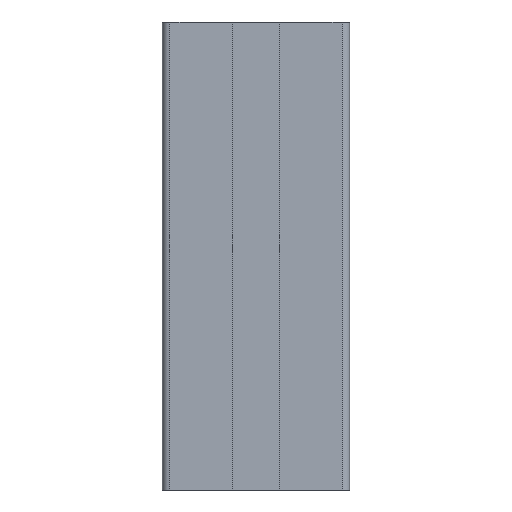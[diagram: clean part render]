
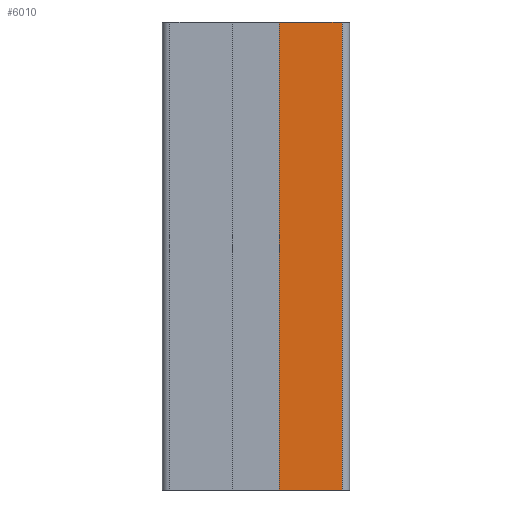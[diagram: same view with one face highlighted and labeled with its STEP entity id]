
A CAD part, left-side view. The second image highlights one B-rep face of the part: STEP entity #6010.
In plain terms, the highlighted planar face has unit normal (-1, 0, 0).
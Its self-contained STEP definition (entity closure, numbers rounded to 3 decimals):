
#3280=CARTESIAN_POINT('',(-31.83,-19.662,0.));
#3290=VERTEX_POINT('',#3280);
#3320=CARTESIAN_POINT('',(-31.83,-34.662,0.));
#3330=DIRECTION('',(0.,1.,0.));
#3340=VECTOR('',#3330,1.);
#3350=LINE('',#3320,#3340);
#3360=CARTESIAN_POINT('',(-31.83,-33.062,0.));
#3370=VERTEX_POINT('',#3360);
#3380=EDGE_CURVE('',#3370,#3290,#3350,.T.);
#5710=CARTESIAN_POINT('',(-31.83,-34.662,100.));
#5720=DIRECTION('',(1.,0.,0.));
#5730=DIRECTION('',(0.,-1.,0.));
#5740=AXIS2_PLACEMENT_3D('',#5710,#5720,#5730);
#5750=PLANE('',#5740);
#5760=CARTESIAN_POINT('',(-31.83,-34.662,100.));
#5770=DIRECTION('',(0.,1.,0.));
#5780=VECTOR('',#5770,1.);
#5790=LINE('',#5760,#5780);
#5800=CARTESIAN_POINT('',(-31.83,-33.062,100.));
#5810=VERTEX_POINT('',#5800);
#5820=CARTESIAN_POINT('',(-31.83,-19.662,100.));
#5830=VERTEX_POINT('',#5820);
#5840=EDGE_CURVE('',#5810,#5830,#5790,.T.);
#5850=ORIENTED_EDGE('',*,*,#5840,.T.);
#5860=CARTESIAN_POINT('',(-31.83,-33.062,100.
));
#5870=DIRECTION('',(0.,0.,-1.));
#5880=VECTOR('',#5870,1.);
#5890=LINE('',#5860,#5880);
#5900=EDGE_CURVE('',#5810,#3370,#5890,.T.);
#5910=ORIENTED_EDGE('',*,*,#5900,.F.);
#5920=ORIENTED_EDGE('',*,*,#3380,.F.);
#5930=CARTESIAN_POINT('',(-31.83,-19.662,100.));
#5940=DIRECTION('',(0.,0.,-1.));
#5950=VECTOR('',#5940,1.);
#5960=LINE('',#5930,#5950);
#5970=EDGE_CURVE('',#5830,#3290,#5960,.T.);
#5980=ORIENTED_EDGE('',*,*,#5970,.T.);
#5990=EDGE_LOOP('',(#5980,#5920,#5910,#5850));
#6000=FACE_OUTER_BOUND('',#5990,.T.);
#6010=ADVANCED_FACE('',(#6000),#5750,.F.);
